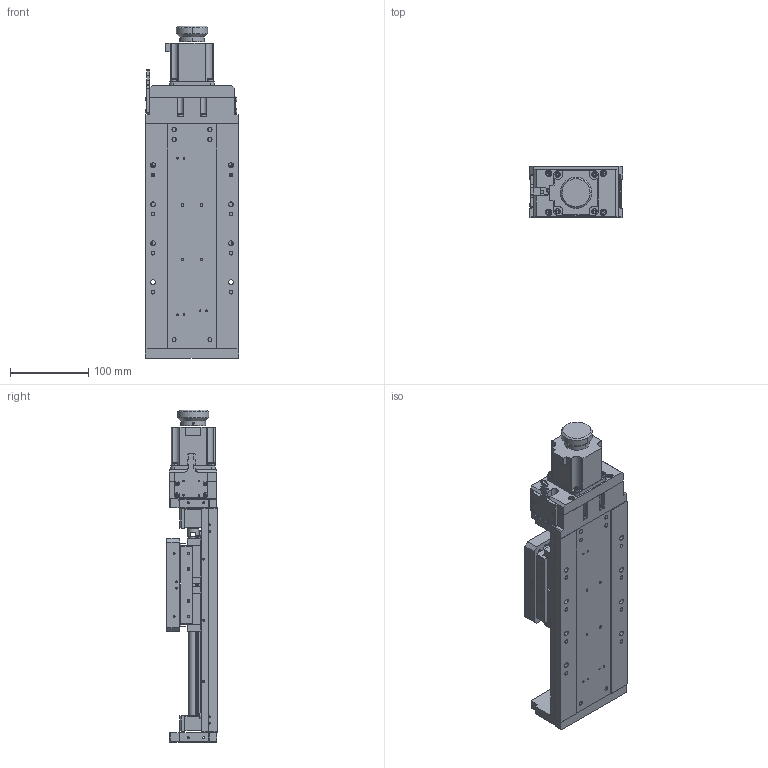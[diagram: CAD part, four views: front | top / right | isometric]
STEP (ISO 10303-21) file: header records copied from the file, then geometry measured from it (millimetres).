
FILE_DESCRIPTION (( 'STEP AP203' ), '1' );
FILE_NAME ('PA100.step', '2019-05-06T08:14:55', ( '' ), ( '' ), 'SwSTEP 2.0', 'SolidWorks 2017', '' );
FILE_SCHEMA (( 'CONFIG_CONTROL_DESIGN' ));
Length unit declared in the file: millimetre
Products named in the file (1): PA100
Bounding box: 120 x 65 x 425.5 mm (x, y, z)
Surface area: 293082 mm2 (no closed solid volume)
Topology: 0 solids, 126 shells, 1407 faces, 5402 edges, 3992 vertices
Faces by surface type: plane 792, cylinder 439, torus 96, cone 44, sphere 36
Entity records: 57607 total; most frequent: CARTESIAN_POINT 11801, DIRECTION 9823, ORIENTED_EDGE 8112, EDGE_CURVE 5324, VERTEX_POINT 3960, VECTOR 3363, LINE 3363, AXIS2_PLACEMENT_3D 3230
